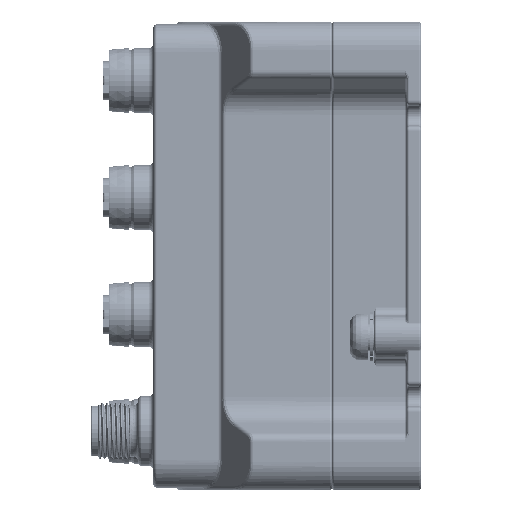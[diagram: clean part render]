
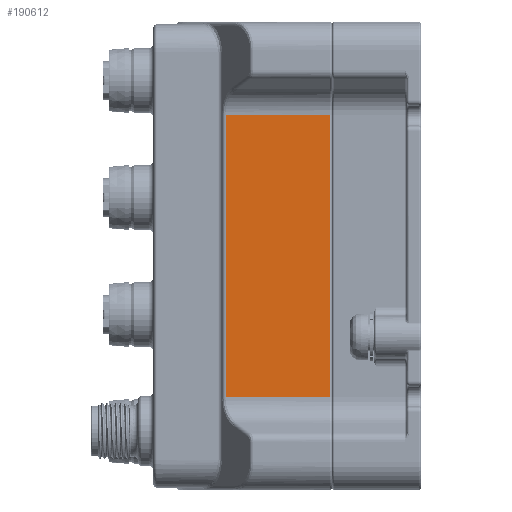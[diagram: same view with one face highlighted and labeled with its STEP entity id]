
A CAD part, left-side view. The second image highlights one B-rep face of the part: STEP entity #190612.
In plain terms, the highlighted planar face has unit normal (-1, 0, 0).
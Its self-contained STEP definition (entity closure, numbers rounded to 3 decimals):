
#958 = CARTESIAN_POINT ( 'NONE',  ( -70.5, -20.681, -30.178 ) ) ;
#14707 = EDGE_CURVE ( 'NONE', #246997, #231242, #56816, .T. ) ;
#16718 = LINE ( 'NONE', #211429, #213192 ) ;
#16777 = LINE ( 'NONE', #95932, #146800 ) ;
#19296 = ORIENTED_EDGE ( 'NONE', *, *, #193043, .T. ) ;
#31509 = PLANE ( 'NONE',  #175521 ) ;
#46026 = EDGE_LOOP ( 'NONE', ( #19296, #181587, #108370, #131351 ) ) ;
#49152 = DIRECTION ( 'NONE',  ( 0., 0., -1. ) ) ;
#53932 = VERTEX_POINT ( 'NONE', #183732 ) ;
#56816 = LINE ( 'NONE', #151067, #122887 ) ;
#65505 = CARTESIAN_POINT ( 'NONE',  ( -70.5, -21.181, 50. ) ) ;
#92388 = EDGE_CURVE ( 'NONE', #94977, #53932, #16718, .T. ) ;
#94977 = VERTEX_POINT ( 'NONE', #958 ) ;
#95932 = CARTESIAN_POINT ( 'NONE',  ( -70.5, -21.181, -30.178 ) ) ;
#104277 = DIRECTION ( 'NONE',  ( 0., 1., 0. ) ) ;
#108370 = ORIENTED_EDGE ( 'NONE', *, *, #199831, .T. ) ;
#122887 = VECTOR ( 'NONE', #188763, 1000. ) ;
#123158 = LINE ( 'NONE', #199778, #227965 ) ;
#131119 = DIRECTION ( 'NONE',  ( 0., 0., 1. ) ) ;
#131351 = ORIENTED_EDGE ( 'NONE', *, *, #92388, .T. ) ;
#143426 = FACE_OUTER_BOUND ( 'NONE', #46026, .T. ) ;
#146800 = VECTOR ( 'NONE', #210243, 1000. ) ;
#147592 = CARTESIAN_POINT ( 'NONE',  ( -70.5, 1.576, 30.178 ) ) ;
#151067 = CARTESIAN_POINT ( 'NONE',  ( -70.5, 1.576, 50. ) ) ;
#165963 = DIRECTION ( 'NONE',  ( 1., 0., 0. ) ) ;
#175521 = AXIS2_PLACEMENT_3D ( 'NONE', #65505, #165963, #49152 ) ;
#181587 = ORIENTED_EDGE ( 'NONE', *, *, #14707, .T. ) ;
#183732 = CARTESIAN_POINT ( 'NONE',  ( -70.5, -20.681, 30.178 ) ) ;
#188763 = DIRECTION ( 'NONE',  ( 0., 0., -1. ) ) ;
#190612 = ADVANCED_FACE ( 'NONE', ( #143426 ), #31509, .F. ) ;
#190620 = CARTESIAN_POINT ( 'NONE',  ( -70.5, 1.576, -30.178 ) ) ;
#193043 = EDGE_CURVE ( 'NONE', #53932, #246997, #123158, .T. ) ;
#199778 = CARTESIAN_POINT ( 'NONE',  ( -70.5, -21.181, 30.178 ) ) ;
#199831 = EDGE_CURVE ( 'NONE', #231242, #94977, #16777, .T. ) ;
#210243 = DIRECTION ( 'NONE',  ( 0., -1., 0. ) ) ;
#211429 = CARTESIAN_POINT ( 'NONE',  ( -70.5, -20.681, 50. ) ) ;
#213192 = VECTOR ( 'NONE', #131119, 1000. ) ;
#227965 = VECTOR ( 'NONE', #104277, 1000. ) ;
#231242 = VERTEX_POINT ( 'NONE', #190620 ) ;
#246997 = VERTEX_POINT ( 'NONE', #147592 ) ;
